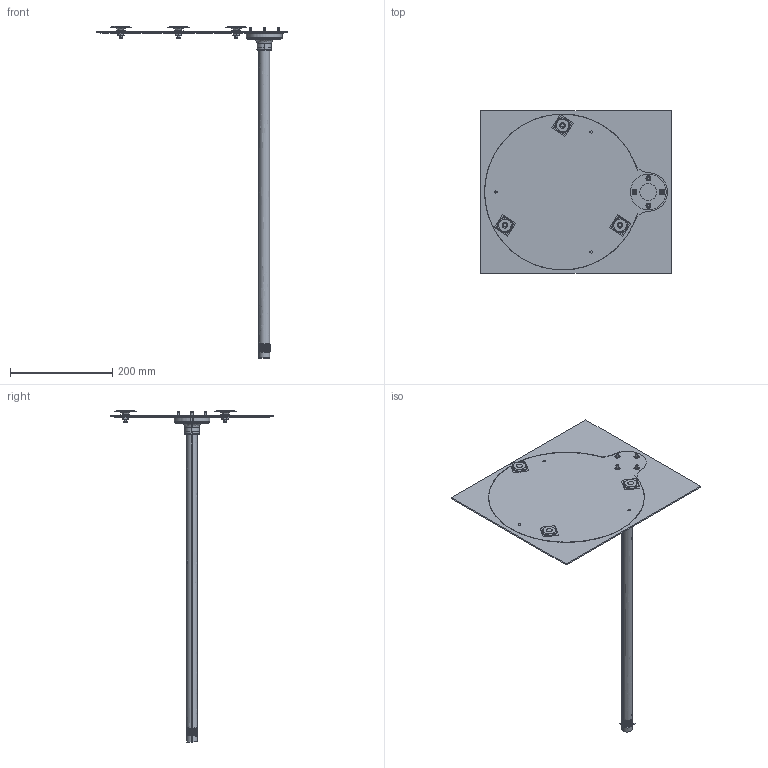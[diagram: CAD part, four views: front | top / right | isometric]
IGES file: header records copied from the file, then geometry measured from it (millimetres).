
Start section:  PTC IGES file: 196675.igs
Global section: file name: 196675.igs; native system: Creo Parametric by Parametric Technology Corporation; preprocessor: 2016100; author: pdmadmin; organization: Unknown; date: 20160930.104031; units: millimetre
Bounding box: 372.06 x 317.13 x 649.15 mm (x, y, z)
Volume: 347512.7 mm3; surface area: 1953527.5 mm2
Topology: 26 solids, 29 shells, 1836 faces, 9314 edges, 11898 vertices
Faces by surface type: revolution 1180, bspline 656
